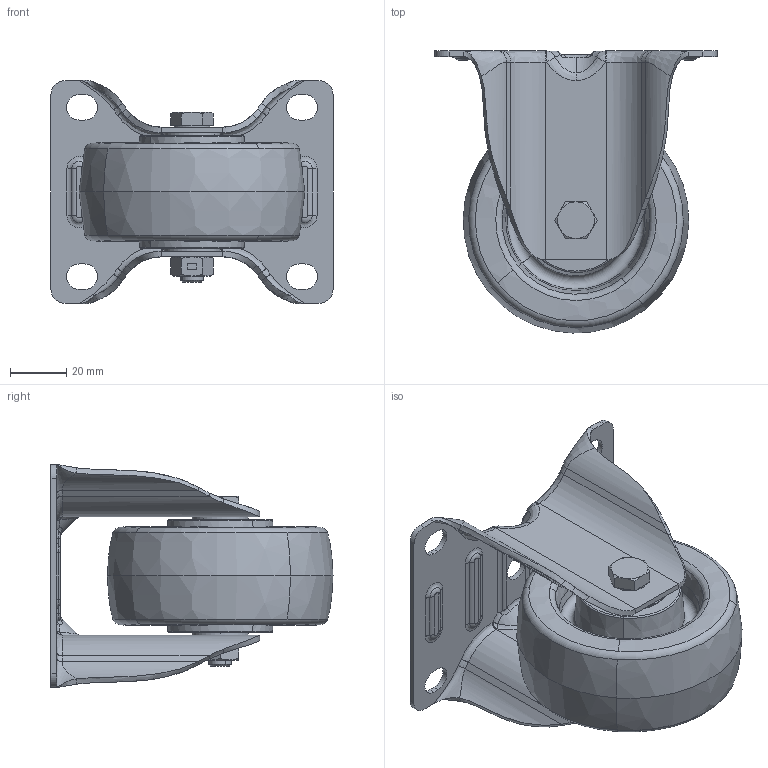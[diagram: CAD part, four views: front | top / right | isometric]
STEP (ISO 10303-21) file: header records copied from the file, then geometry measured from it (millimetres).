
FILE_DESCRIPTION (( 'STEP AP214' ), '1' );
FILE_NAME ('0055856.step', '2023-08-24T08:10:41', ( '' ), ( '' ), 'SwSTEP 2.0', 'SolidWorks 2020', '' );
FILE_SCHEMA (( 'AUTOMOTIVE_DESIGN' ));
Length unit declared in the file: millimetre
Products named in the file (1): 0055856
Bounding box: 100 x 99.99 x 79.31 mm (x, y, z)
Volume: 179422.8 mm3; surface area: 92971.2 mm2
Topology: 18 solids, 18 shells, 748 faces, 1866 edges, 1156 vertices
Faces by surface type: cylinder 178, torus 166, bspline 164, plane 144, cone 96
Entity records: 40561 total; most frequent: CARTESIAN_POINT 15735, ORIENTED_EDGE 3708, DIRECTION 3104, EDGE_CURVE 1854, AXIS2_PLACEMENT_3D 1345, VERTEX_POINT 1156, EDGE_LOOP 808, UNCERTAINTY_MEASURE_WITH_UNIT 768
